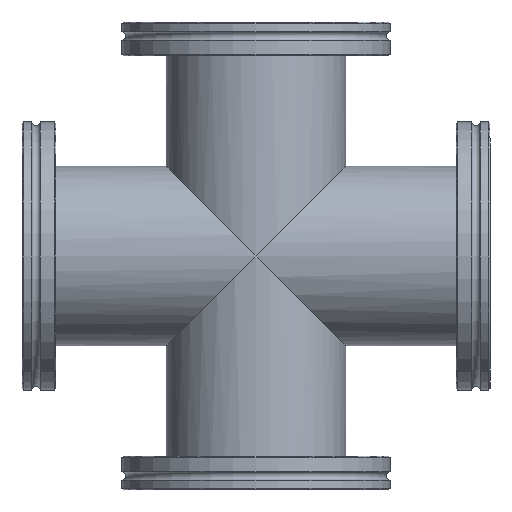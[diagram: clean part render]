
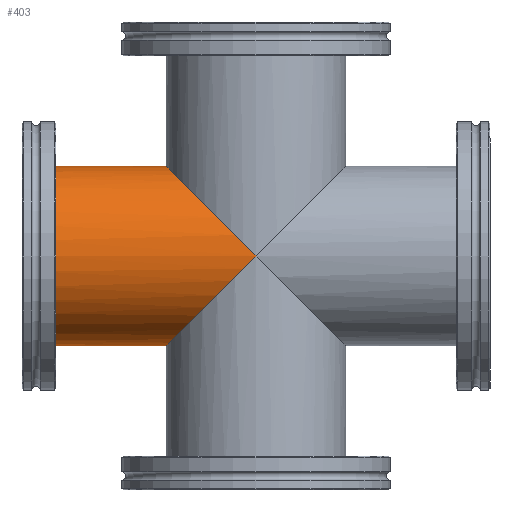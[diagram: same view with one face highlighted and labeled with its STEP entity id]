
A CAD part, left-side view. The second image highlights one B-rep face of the part: STEP entity #403.
In plain terms, the highlighted cylindrical face has radius 31.75 mm (diameter 63.5 mm), a full revolution.
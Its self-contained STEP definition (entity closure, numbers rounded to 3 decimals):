
#63=CIRCLE('',#485,31.75);
#99=CYLINDRICAL_SURFACE('',#484,31.75);
#110=FACE_OUTER_BOUND('',#132,.T.);
#132=EDGE_LOOP('',(#296,#297,#298,#299,#300));
#161=LINE('',#728,#175);
#175=VECTOR('',#574,31.75);
#187=ELLIPSE('',#478,44.901,31.75);
#189=ELLIPSE('',#481,44.901,31.75);
#192=VERTEX_POINT('',#713);
#193=VERTEX_POINT('',#715);
#195=VERTEX_POINT('',#726);
#231=EDGE_CURVE('',#193,#192,#187,.T.);
#234=EDGE_CURVE('',#192,#193,#189,.T.);
#237=EDGE_CURVE('',#195,#195,#63,.T.);
#238=EDGE_CURVE('',#195,#192,#161,.T.);
#296=ORIENTED_EDGE('',*,*,#237,.F.);
#297=ORIENTED_EDGE('',*,*,#238,.T.);
#298=ORIENTED_EDGE('',*,*,#234,.T.);
#299=ORIENTED_EDGE('',*,*,#231,.T.);
#300=ORIENTED_EDGE('',*,*,#238,.F.);
#403=ADVANCED_FACE('',(#110),#99,.T.);
#478=AXIS2_PLACEMENT_3D('',#716,#556,#557);
#481=AXIS2_PLACEMENT_3D('',#720,#563,#564);
#484=AXIS2_PLACEMENT_3D('',#725,#570,#571);
#485=AXIS2_PLACEMENT_3D('',#727,#572,#573);
#556=DIRECTION('center_axis',(0.,0.707,0.707));
#557=DIRECTION('ref_axis',(0.,-0.707,0.707));
#563=DIRECTION('center_axis',(0.,-0.707,0.707));
#564=DIRECTION('ref_axis',(0.,-0.707,-0.707));
#570=DIRECTION('center_axis',(0.,0.,1.));
#571=DIRECTION('ref_axis',(-1.,0.,0.));
#572=DIRECTION('center_axis',(0.,0.,1.));
#573=DIRECTION('ref_axis',(-1.,0.,0.));
#574=DIRECTION('',(0.,0.,-1.));
#713=CARTESIAN_POINT('',(31.75,0.,0.));
#715=CARTESIAN_POINT('',(-31.75,0.,0.));
#716=CARTESIAN_POINT('Origin',(0.,0.,0.));
#720=CARTESIAN_POINT('Origin',(0.,0.,0.));
#725=CARTESIAN_POINT('Origin',(0.,0.,0.));
#726=CARTESIAN_POINT('',(31.75,0.,76.8));
#727=CARTESIAN_POINT('Origin',(0.,0.,76.8));
#728=CARTESIAN_POINT('',(31.75,0.,0.));
